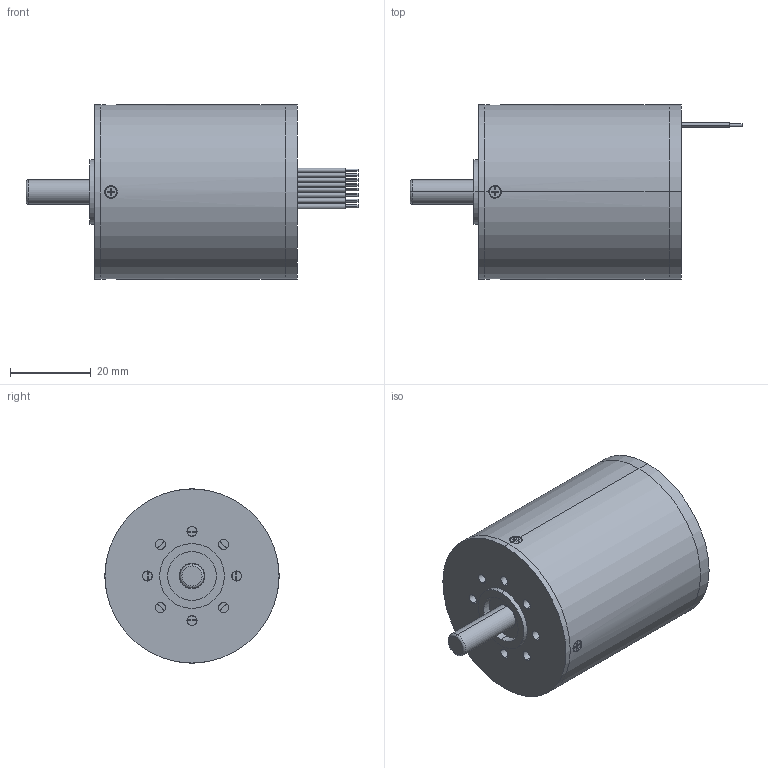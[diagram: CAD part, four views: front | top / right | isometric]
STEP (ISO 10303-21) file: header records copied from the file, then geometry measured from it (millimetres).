
FILE_DESCRIPTION (( 'STEP AP214' ), '1' );
FILE_NAME ('107005001.STEP', '2025-07-10T09:18:03', ( 'China' ), ( 'Microsoft' ), 'SwSTEP 2.0', 'SolidWorks 2025', '' );
FILE_SCHEMA (( 'AUTOMOTIVE_DESIGN' ));
Length unit declared in the file: millimetre
Products named in the file (1): 107005001
Bounding box: 82 x 43 x 43 mm (x, y, z)
Volume: 63895.6 mm3; surface area: 238614.3 mm2
Topology: 206 solids, 206 shells, 2264 faces, 5253 edges, 3450 vertices
Faces by surface type: cylinder 1265, plane 875, torus 65, cone 38, bspline 21
Entity records: 83862 total; most frequent: CARTESIAN_POINT 28770, DIRECTION 11531, ORIENTED_EDGE 10478, EDGE_CURVE 5239, AXIS2_PLACEMENT_3D 4581, VERTEX_POINT 3450, EDGE_LOOP 2723, LINE 2369
